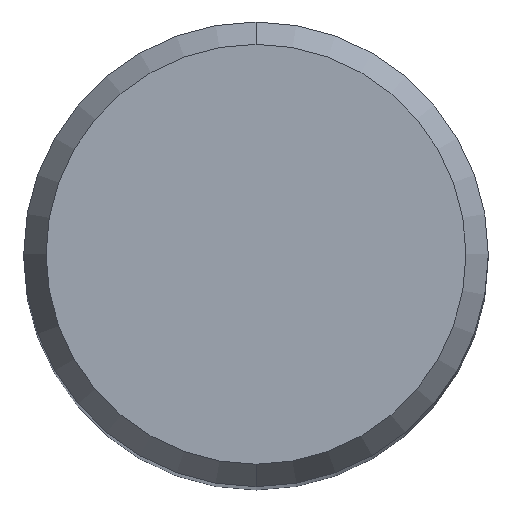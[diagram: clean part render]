
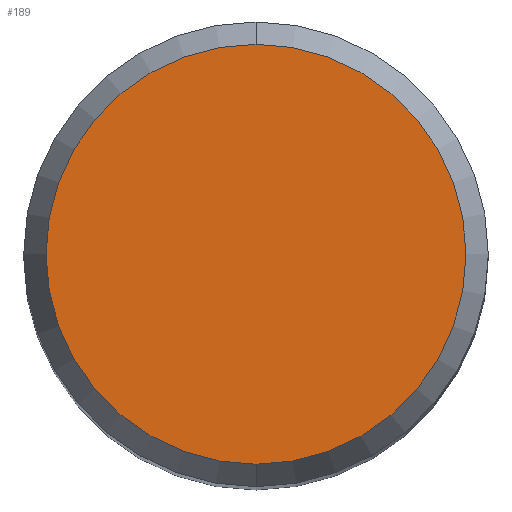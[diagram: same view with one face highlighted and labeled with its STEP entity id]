
A CAD part, top view. The second image highlights one B-rep face of the part: STEP entity #189.
In plain terms, the highlighted planar face has unit normal (0, 0, 1).
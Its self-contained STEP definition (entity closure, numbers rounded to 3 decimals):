
#109=EDGE_CURVE('',#111,#175,#240,.T.);
#111=VERTEX_POINT('',#242);
#119=EDGE_CURVE('',#175,#111,#251,.T.);
#175=VERTEX_POINT('',#314);
#189=ADVANCED_FACE('',(#329),#330,.T.);
#240=CIRCLE('',#377,4.304);
#242=CARTESIAN_POINT('',(0.0,4.304,0.01));
#251=CIRCLE('',#391,4.304);
#314=CARTESIAN_POINT('',(0.,-4.304,0.01));
#329=FACE_OUTER_BOUND('',#491,.T.);
#330=PLANE('',#492);
#377=AXIS2_PLACEMENT_3D('',#535,#536,#537);
#391=AXIS2_PLACEMENT_3D('',#547,#548,#549);
#491=EDGE_LOOP('',(#650,#651));
#492=AXIS2_PLACEMENT_3D('',#652,#653,#654);
#535=CARTESIAN_POINT('',(0.0,0.0,0.01));
#536=DIRECTION('',(0.0,0.0,-1.0));
#537=DIRECTION('',(0.0,1.0,0.0));
#547=CARTESIAN_POINT('',(0.0,0.0,0.01));
#548=DIRECTION('',(0.0,0.0,-1.0));
#549=DIRECTION('',(0.0,1.0,0.0));
#650=ORIENTED_EDGE('',*,*,#109,.F.);
#651=ORIENTED_EDGE('',*,*,#119,.F.);
#652=CARTESIAN_POINT('',(0.0,2.152,0.01));
#653=DIRECTION('',(-0.0,0.0,1.0));
#654=DIRECTION('',(0.0,-1.0,0.0));
